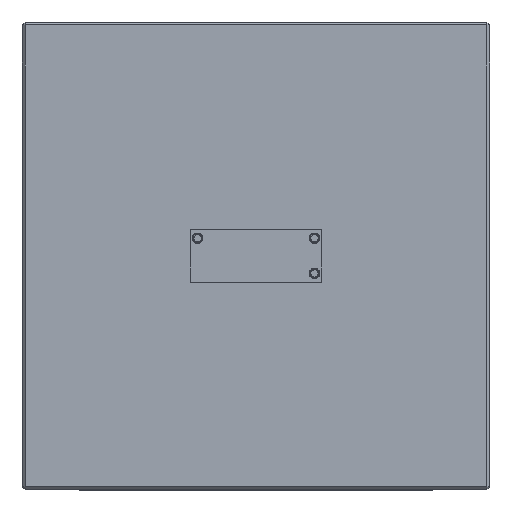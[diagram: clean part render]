
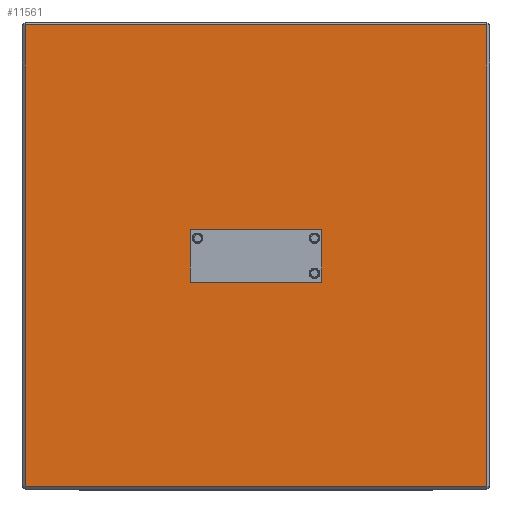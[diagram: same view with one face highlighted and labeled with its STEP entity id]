
A CAD part, top view. The second image highlights one B-rep face of the part: STEP entity #11561.
In plain terms, the highlighted planar face has unit normal (0, 0, 1).
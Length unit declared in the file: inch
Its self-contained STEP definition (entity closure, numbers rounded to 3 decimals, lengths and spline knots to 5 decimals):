
#328 = EDGE_CURVE ( 'NONE', #13463, #2753, #13699, .T. ) ;
#333 = DIRECTION ( 'NONE',  ( 0., -1., 0. ) ) ;
#610 = FACE_BOUND ( 'NONE', #9800, .T. ) ;
#675 = ORIENTED_EDGE ( 'NONE', *, *, #1033, .T. ) ;
#815 = EDGE_CURVE ( 'NONE', #2753, #4633, #4626, .T. ) ;
#832 = LINE ( 'NONE', #5566, #8787 ) ;
#971 = ORIENTED_EDGE ( 'NONE', *, *, #8503, .F. ) ;
#1033 = EDGE_CURVE ( 'NONE', #5841, #13589, #11192, .T. ) ;
#1096 = ORIENTED_EDGE ( 'NONE', *, *, #1659, .T. ) ;
#1269 = CARTESIAN_POINT ( 'NONE',  ( 0.79, 0.79, 0.1843 ) ) ;
#1297 = VERTEX_POINT ( 'NONE', #8110 ) ;
#1659 = EDGE_CURVE ( 'NONE', #1297, #5737, #4113, .T. ) ;
#2066 = ORIENTED_EDGE ( 'NONE', *, *, #328, .F. ) ;
#2271 = EDGE_CURVE ( 'NONE', #5737, #5841, #12185, .T. ) ;
#2753 = VERTEX_POINT ( 'NONE', #8979 ) ;
#2774 = EDGE_CURVE ( 'NONE', #13589, #1297, #832, .T. ) ;
#2934 = FACE_OUTER_BOUND ( 'NONE', #8848, .T. ) ;
#2970 = CARTESIAN_POINT ( 'NONE',  ( -0.225, -0.09, 0.1843 ) ) ;
#3074 = CARTESIAN_POINT ( 'NONE',  ( -0.225, 0.09, 0.1843 ) ) ;
#3087 = DIRECTION ( 'NONE',  ( 0., 0., 1. ) ) ;
#3831 = CARTESIAN_POINT ( 'NONE',  ( 0.225, -0.09, 0.1843 ) ) ;
#3946 = DIRECTION ( 'NONE',  ( 0., 1., 0. ) ) ;
#3973 = CARTESIAN_POINT ( 'NONE',  ( -0.79, -0.8, 0.1843 ) ) ;
#3985 = AXIS2_PLACEMENT_3D ( 'NONE', #5499, #3087, #4010 ) ;
#4010 = DIRECTION ( 'NONE',  ( 1., 0., 0. ) ) ;
#4113 = LINE ( 'NONE', #14827, #7138 ) ;
#4508 = VECTOR ( 'NONE', #333, 39.37008 ) ;
#4626 = LINE ( 'NONE', #15331, #9323 ) ;
#4633 = VERTEX_POINT ( 'NONE', #2970 ) ;
#5388 = CARTESIAN_POINT ( 'NONE',  ( -0.79, 0.79, 0.1843 ) ) ;
#5499 = CARTESIAN_POINT ( 'NONE',  ( 0., 0., 0.1843 ) ) ;
#5566 = CARTESIAN_POINT ( 'NONE',  ( 0.8, -0.79, 0.1843 ) ) ;
#5737 = VERTEX_POINT ( 'NONE', #1269 ) ;
#5841 = VERTEX_POINT ( 'NONE', #5388 ) ;
#6171 = DIRECTION ( 'NONE',  ( 1., 0., 0. ) ) ;
#6507 = PLANE ( 'NONE',  #3985 ) ;
#7138 = VECTOR ( 'NONE', #7860, 39.37008 ) ;
#7829 = DIRECTION ( 'NONE',  ( -1., 0., 0. ) ) ;
#7860 = DIRECTION ( 'NONE',  ( 0., 1., 0. ) ) ;
#7993 = DIRECTION ( 'NONE',  ( -1., 0., 0. ) ) ;
#8110 = CARTESIAN_POINT ( 'NONE',  ( 0.79, -0.79, 0.1843 ) ) ;
#8281 = LINE ( 'NONE', #13225, #10529 ) ;
#8503 = EDGE_CURVE ( 'NONE', #13511, #13463, #14579, .T. ) ;
#8536 = ORIENTED_EDGE ( 'NONE', *, *, #2271, .T. ) ;
#8787 = VECTOR ( 'NONE', #13082, 39.37008 ) ;
#8848 = EDGE_LOOP ( 'NONE', ( #8536, #675, #13406, #1096 ) ) ;
#8979 = CARTESIAN_POINT ( 'NONE',  ( -0.225, 0.09, 0.1843 ) ) ;
#9323 = VECTOR ( 'NONE', #9363, 39.37008 ) ;
#9363 = DIRECTION ( 'NONE',  ( 0., -1., 0. ) ) ;
#9386 = CARTESIAN_POINT ( 'NONE',  ( -0.8, 0.79, 0.1843 ) ) ;
#9800 = EDGE_LOOP ( 'NONE', ( #2066, #971, #13131, #10242 ) ) ;
#9882 = CARTESIAN_POINT ( 'NONE',  ( -0.79, -0.79, 0.1843 ) ) ;
#10242 = ORIENTED_EDGE ( 'NONE', *, *, #815, .F. ) ;
#10529 = VECTOR ( 'NONE', #6171, 39.37008 ) ;
#10752 = CARTESIAN_POINT ( 'NONE',  ( 0.225, 0.09, 0.1843 ) ) ;
#11192 = LINE ( 'NONE', #3973, #4508 ) ;
#11561 = ADVANCED_FACE ( 'NONE', ( #2934, #610 ), #6507, .T. ) ;
#11599 = VECTOR ( 'NONE', #7829, 39.37008 ) ;
#12067 = VECTOR ( 'NONE', #3946, 39.37008 ) ;
#12185 = LINE ( 'NONE', #9386, #14217 ) ;
#13082 = DIRECTION ( 'NONE',  ( 1., 0., 0. ) ) ;
#13131 = ORIENTED_EDGE ( 'NONE', *, *, #13401, .F. ) ;
#13225 = CARTESIAN_POINT ( 'NONE',  ( -0.225, -0.09, 0.1843 ) ) ;
#13401 = EDGE_CURVE ( 'NONE', #4633, #13511, #8281, .T. ) ;
#13406 = ORIENTED_EDGE ( 'NONE', *, *, #2774, .T. ) ;
#13463 = VERTEX_POINT ( 'NONE', #10752 ) ;
#13511 = VERTEX_POINT ( 'NONE', #3831 ) ;
#13589 = VERTEX_POINT ( 'NONE', #9882 ) ;
#13699 = LINE ( 'NONE', #3074, #11599 ) ;
#14217 = VECTOR ( 'NONE', #7993, 39.37008 ) ;
#14579 = LINE ( 'NONE', #14654, #12067 ) ;
#14654 = CARTESIAN_POINT ( 'NONE',  ( 0.225, 0.09, 0.1843 ) ) ;
#14827 = CARTESIAN_POINT ( 'NONE',  ( 0.79, 0.8, 0.1843 ) ) ;
#15331 = CARTESIAN_POINT ( 'NONE',  ( -0.225, 0.09, 0.1843 ) ) ;
